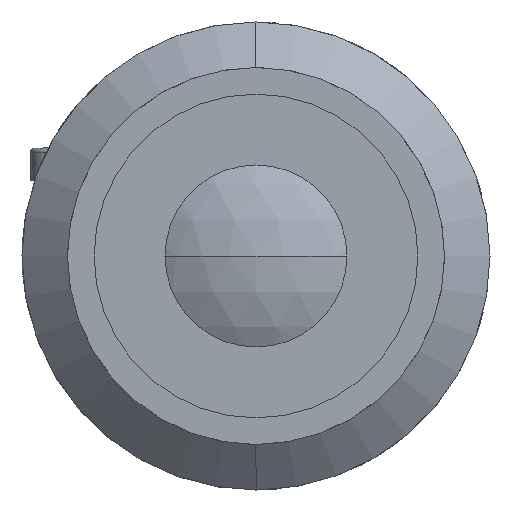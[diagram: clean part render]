
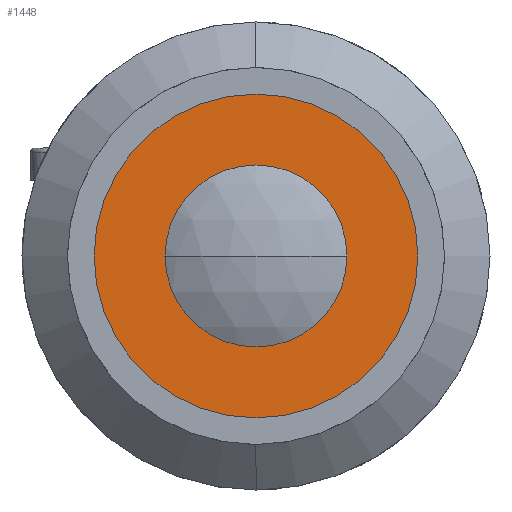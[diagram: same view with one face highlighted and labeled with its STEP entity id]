
A CAD part, left-side view. The second image highlights one B-rep face of the part: STEP entity #1448.
In plain terms, the highlighted planar face has unit normal (-1, 0, 0).
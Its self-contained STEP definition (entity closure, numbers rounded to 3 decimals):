
#135 = AXIS2_PLACEMENT_3D ( 'NONE', #2373, #472, #2107 ) ;
#198 = CIRCLE ( 'NONE', #135, 13.5 ) ;
#316 = DIRECTION ( 'NONE',  ( 1., 0., 0. ) ) ;
#463 = AXIS2_PLACEMENT_3D ( 'NONE', #1557, #3424, #1830 ) ;
#472 = DIRECTION ( 'NONE',  ( -1., 0., 0. ) ) ;
#499 = EDGE_CURVE ( 'NONE', #2598, #2126, #198, .T. ) ;
#713 = CIRCLE ( 'NONE', #2774, 13.5 ) ;
#930 = CARTESIAN_POINT ( 'NONE',  ( 3.8, 0., 0. ) ) ;
#1009 = FACE_OUTER_BOUND ( 'NONE', #2164, .T. ) ;
#1129 = ORIENTED_EDGE ( 'NONE', *, *, #3353, .F. ) ;
#1185 = CARTESIAN_POINT ( 'NONE',  ( 3.8, 13.5, 0. ) ) ;
#1186 = EDGE_LOOP ( 'NONE', ( #1129, #2447 ) ) ;
#1208 = DIRECTION ( 'NONE',  ( 0., 0., 1. ) ) ;
#1235 = CARTESIAN_POINT ( 'NONE',  ( 3.8, 0., -7. ) ) ;
#1336 = FACE_BOUND ( 'NONE', #1186, .T. ) ;
#1382 = AXIS2_PLACEMENT_3D ( 'NONE', #1185, #316, #2234 ) ;
#1432 = CIRCLE ( 'NONE', #3325, 7. ) ;
#1433 = CARTESIAN_POINT ( 'NONE',  ( 3.8, 0., 0. ) ) ;
#1448 = ADVANCED_FACE ( 'NONE', ( #1336, #1009 ), #1977, .F. ) ;
#1557 = CARTESIAN_POINT ( 'NONE',  ( 3.8, 0., 0. ) ) ;
#1691 = DIRECTION ( 'NONE',  ( 0., 0., 1. ) ) ;
#1778 = CARTESIAN_POINT ( 'NONE',  ( 3.8, 0., 13.5 ) ) ;
#1830 = DIRECTION ( 'NONE',  ( 0., 0., 1. ) ) ;
#1888 = VERTEX_POINT ( 'NONE', #1235 ) ;
#1977 = PLANE ( 'NONE',  #1382 ) ;
#2019 = EDGE_CURVE ( 'NONE', #2126, #2598, #713, .T. ) ;
#2061 = ORIENTED_EDGE ( 'NONE', *, *, #499, .T. ) ;
#2107 = DIRECTION ( 'NONE',  ( 0., 0., 1. ) ) ;
#2126 = VERTEX_POINT ( 'NONE', #1778 ) ;
#2164 = EDGE_LOOP ( 'NONE', ( #3232, #2061 ) ) ;
#2184 = CARTESIAN_POINT ( 'NONE',  ( 3.8, 0., 7. ) ) ;
#2234 = DIRECTION ( 'NONE',  ( 0., 0., -1. ) ) ;
#2373 = CARTESIAN_POINT ( 'NONE',  ( 3.8, 0., 0. ) ) ;
#2447 = ORIENTED_EDGE ( 'NONE', *, *, #2533, .F. ) ;
#2461 = CIRCLE ( 'NONE', #463, 7. ) ;
#2533 = EDGE_CURVE ( 'NONE', #1888, #2627, #1432, .T. ) ;
#2598 = VERTEX_POINT ( 'NONE', #3227 ) ;
#2627 = VERTEX_POINT ( 'NONE', #2184 ) ;
#2774 = AXIS2_PLACEMENT_3D ( 'NONE', #930, #2796, #1208 ) ;
#2796 = DIRECTION ( 'NONE',  ( -1., 0., 0. ) ) ;
#3227 = CARTESIAN_POINT ( 'NONE',  ( 3.8, 0., -13.5 ) ) ;
#3232 = ORIENTED_EDGE ( 'NONE', *, *, #2019, .T. ) ;
#3287 = DIRECTION ( 'NONE',  ( -1., 0., 0. ) ) ;
#3325 = AXIS2_PLACEMENT_3D ( 'NONE', #1433, #3287, #1691 ) ;
#3353 = EDGE_CURVE ( 'NONE', #2627, #1888, #2461, .T. ) ;
#3424 = DIRECTION ( 'NONE',  ( -1., 0., 0. ) ) ;
